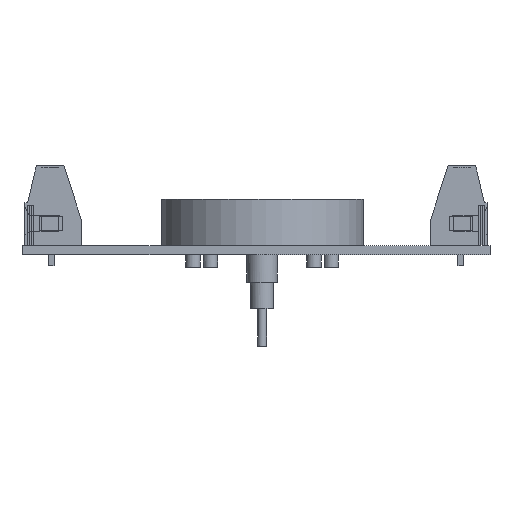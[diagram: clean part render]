
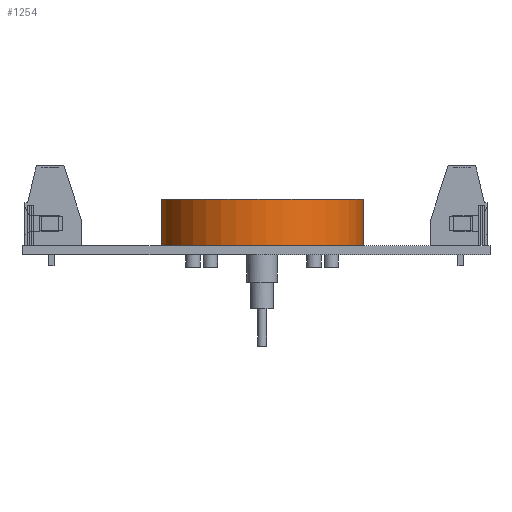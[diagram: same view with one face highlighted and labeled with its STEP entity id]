
A CAD part, front view. The second image highlights one B-rep face of the part: STEP entity #1254.
In plain terms, the highlighted free-form (B-spline) face has degree [2, 1] with [5, 2] control points.
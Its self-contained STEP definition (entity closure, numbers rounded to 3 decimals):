
#214 = B_SPLINE_SURFACE_WITH_KNOTS('',1,1,(
    (#215,#216)
    ,(#217,#218
    )),.UNSPECIFIED.,.F.,.F.,.F.,(2,2),(2,2),(-32.018,
    32.018),(-17.528,17.528),
  .PIECEWISE_BEZIER_KNOTS.);
#215 = CARTESIAN_POINT('',(-0.029,-0.028,0.));
#216 = CARTESIAN_POINT('',(-0.029,35.028,0.));
#217 = CARTESIAN_POINT('',(64.007,-0.028,0.));
#218 = CARTESIAN_POINT('',(64.007,35.028,0.));
#993 = VERTEX_POINT('',#994);
#994 = CARTESIAN_POINT('',(17.439,35.028,0.));
#1002 = B_SPLINE_SURFACE_WITH_KNOTS('',1,1,(
    (#1003,#1004)
    ,(#1005,#1006
    )),.UNSPECIFIED.,.F.,.F.,.F.,(2,2),(2,2),(0.,
    29.074),(0.,8.),.PIECEWISE_BEZIER_KNOTS.);
#1003 = CARTESIAN_POINT('',(46.513,35.007,0.));
#1004 = CARTESIAN_POINT('',(46.513,35.007,8.));
#1005 = CARTESIAN_POINT('',(17.439,35.028,0.));
#1006 = CARTESIAN_POINT('',(17.439,35.028,8.));
#1019 = EDGE_CURVE('',#993,#1020,#1022,.T.);
#1020 = VERTEX_POINT('',#1021);
#1021 = CARTESIAN_POINT('',(17.439,35.028,8.));
#1022 = SURFACE_CURVE('',#1023,(#1026,#1032),.PCURVE_S1.);
#1023 = B_SPLINE_CURVE_WITH_KNOTS('',1,(#1024,#1025),.UNSPECIFIED.,.F.,
  .F.,(2,2),(0.,8.),.PIECEWISE_BEZIER_KNOTS.);
#1024 = CARTESIAN_POINT('',(17.439,35.028,0.));
#1025 = CARTESIAN_POINT('',(17.439,35.028,8.));
#1026 = PCURVE('',#1002,#1027);
#1027 = DEFINITIONAL_REPRESENTATION('',(#1028),#1031);
#1028 = B_SPLINE_CURVE_WITH_KNOTS('',1,(#1029,#1030),.UNSPECIFIED.,.F.,
  .F.,(2,2),(0.,8.),.PIECEWISE_BEZIER_KNOTS.);
#1029 = CARTESIAN_POINT('',(29.074,0.));
#1030 = CARTESIAN_POINT('',(29.074,8.));
#1031 = ( GEOMETRIC_REPRESENTATION_CONTEXT(2) 
PARAMETRIC_REPRESENTATION_CONTEXT() REPRESENTATION_CONTEXT('2D SPACE',''
  ) );
#1032 = PCURVE('',#1033,#1044);
#1033 = ( BOUNDED_SURFACE() B_SPLINE_SURFACE(2,1,(
    (#1034,#1035)
    ,(#1036,#1037)
    ,(#1038,#1039)
    ,(#1040,#1041)
    ,(#1042,#1043
)),.UNSPECIFIED.,.F.,.F.,.F.) B_SPLINE_SURFACE_WITH_KNOTS((3,2,3),(2,2),
  (4.716,6.283,7.851),(0.,8.),
.PIECEWISE_BEZIER_KNOTS.) GEOMETRIC_REPRESENTATION_ITEM() 
RATIONAL_B_SPLINE_SURFACE((
    (1.,1.)
    ,(0.708,0.708)
    ,(1.,1.)
    ,(0.708,0.708)
,(1.,1.))) REPRESENTATION_ITEM('') SURFACE() );
#1034 = CARTESIAN_POINT('',(17.439,35.028,0.));
#1035 = CARTESIAN_POINT('',(17.439,35.028,8.));
#1036 = CARTESIAN_POINT('',(-0.029,34.968,0.));
#1037 = CARTESIAN_POINT('',(-0.029,34.968,8.));
#1038 = CARTESIAN_POINT('',(-0.029,17.5,0.));
#1039 = CARTESIAN_POINT('',(-0.029,17.5,8.));
#1040 = CARTESIAN_POINT('',(-0.029,0.032,0.));
#1041 = CARTESIAN_POINT('',(-0.029,0.032,8.));
#1042 = CARTESIAN_POINT('',(17.439,-0.028,0.));
#1043 = CARTESIAN_POINT('',(17.439,-0.028,8.));
#1044 = DEFINITIONAL_REPRESENTATION('',(#1045),#1049);
#1045 = B_SPLINE_CURVE_WITH_KNOTS('',2,(#1046,#1047,#1048),
  .UNSPECIFIED.,.F.,.F.,(3,3),(0.,8.),.PIECEWISE_BEZIER_KNOTS.);
#1046 = CARTESIAN_POINT('',(4.716,0.));
#1047 = CARTESIAN_POINT('',(4.716,4.));
#1048 = CARTESIAN_POINT('',(4.716,8.));
#1049 = ( GEOMETRIC_REPRESENTATION_CONTEXT(2) 
PARAMETRIC_REPRESENTATION_CONTEXT() REPRESENTATION_CONTEXT('2D SPACE',''
  ) );
#1065 = B_SPLINE_SURFACE_WITH_KNOTS('',1,1,(
    (#1066,#1067)
    ,(#1068,#1069
    )),.UNSPECIFIED.,.F.,.F.,.F.,(2,2),(2,2),(-32.018,
    32.018),(-17.528,17.528),
  .PIECEWISE_BEZIER_KNOTS.);
#1066 = CARTESIAN_POINT('',(-0.029,-0.028,8.));
#1067 = CARTESIAN_POINT('',(-0.029,35.028,8.));
#1068 = CARTESIAN_POINT('',(64.007,-0.028,8.));
#1069 = CARTESIAN_POINT('',(64.007,35.028,8.));
#1181 = B_SPLINE_SURFACE_WITH_KNOTS('',1,1,(
    (#1182,#1183)
    ,(#1184,#1185
    )),.UNSPECIFIED.,.F.,.F.,.F.,(2,2),(2,2),(0.,
    29.074),(0.,8.),.PIECEWISE_BEZIER_KNOTS.);
#1182 = CARTESIAN_POINT('',(17.439,-0.028,0.));
#1183 = CARTESIAN_POINT('',(17.439,-0.028,8.));
#1184 = CARTESIAN_POINT('',(46.513,-0.007,0.));
#1185 = CARTESIAN_POINT('',(46.513,-0.007,8.));
#1196 = VERTEX_POINT('',#1197);
#1197 = CARTESIAN_POINT('',(17.439,-0.028,0.));
#1217 = VERTEX_POINT('',#1218);
#1218 = CARTESIAN_POINT('',(17.439,-0.028,8.));
#1236 = EDGE_CURVE('',#1196,#1217,#1237,.T.);
#1237 = SURFACE_CURVE('',#1238,(#1241,#1247),.PCURVE_S1.);
#1238 = B_SPLINE_CURVE_WITH_KNOTS('',1,(#1239,#1240),.UNSPECIFIED.,.F.,
  .F.,(2,2),(0.,8.),.PIECEWISE_BEZIER_KNOTS.);
#1239 = CARTESIAN_POINT('',(17.439,-0.028,0.));
#1240 = CARTESIAN_POINT('',(17.439,-0.028,8.));
#1241 = PCURVE('',#1181,#1242);
#1242 = DEFINITIONAL_REPRESENTATION('',(#1243),#1246);
#1243 = B_SPLINE_CURVE_WITH_KNOTS('',1,(#1244,#1245),.UNSPECIFIED.,.F.,
  .F.,(2,2),(0.,8.),.PIECEWISE_BEZIER_KNOTS.);
#1244 = CARTESIAN_POINT('',(0.,0.));
#1245 = CARTESIAN_POINT('',(0.,8.));
#1246 = ( GEOMETRIC_REPRESENTATION_CONTEXT(2) 
PARAMETRIC_REPRESENTATION_CONTEXT() REPRESENTATION_CONTEXT('2D SPACE',''
  ) );
#1247 = PCURVE('',#1033,#1248);
#1248 = DEFINITIONAL_REPRESENTATION('',(#1249),#1253);
#1249 = B_SPLINE_CURVE_WITH_KNOTS('',2,(#1250,#1251,#1252),
  .UNSPECIFIED.,.F.,.F.,(3,3),(0.,8.),.PIECEWISE_BEZIER_KNOTS.);
#1250 = CARTESIAN_POINT('',(7.851,0.));
#1251 = CARTESIAN_POINT('',(7.851,4.));
#1252 = CARTESIAN_POINT('',(7.851,8.));
#1253 = ( GEOMETRIC_REPRESENTATION_CONTEXT(2) 
PARAMETRIC_REPRESENTATION_CONTEXT() REPRESENTATION_CONTEXT('2D SPACE',''
  ) );
#1254 = ADVANCED_FACE('',(#1255),#1033,.T.);
#1255 = FACE_BOUND('',#1256,.T.);
#1256 = EDGE_LOOP('',(#1257,#1284,#1285,#1312));
#1257 = ORIENTED_EDGE('',*,*,#1258,.T.);
#1258 = EDGE_CURVE('',#993,#1196,#1259,.T.);
#1259 = SURFACE_CURVE('',#1260,(#1266,#1275),.PCURVE_S1.);
#1260 = ( BOUNDED_CURVE() B_SPLINE_CURVE(2,(#1261,#1262,#1263,#1264,
#1265),.UNSPECIFIED.,.F.,.F.) B_SPLINE_CURVE_WITH_KNOTS((3,2,3),(
    0.008,1.576,3.143),
.PIECEWISE_BEZIER_KNOTS.) CURVE() GEOMETRIC_REPRESENTATION_ITEM() 
RATIONAL_B_SPLINE_CURVE((1.,0.708,1.,0.708,1.)) 
REPRESENTATION_ITEM('') );
#1261 = CARTESIAN_POINT('',(17.439,35.028,0.));
#1262 = CARTESIAN_POINT('',(-0.029,34.968,0.));
#1263 = CARTESIAN_POINT('',(-0.029,17.5,0.));
#1264 = CARTESIAN_POINT('',(-0.029,0.032,0.));
#1265 = CARTESIAN_POINT('',(17.439,-0.028,0.));
#1266 = PCURVE('',#1033,#1267);
#1267 = DEFINITIONAL_REPRESENTATION('',(#1268),#1274);
#1268 = B_SPLINE_CURVE_WITH_KNOTS('',2,(#1269,#1270,#1271,#1272,#1273),
  .UNSPECIFIED.,.F.,.F.,(3,2,3),(0.008,1.576,
    3.143),.PIECEWISE_BEZIER_KNOTS.);
#1269 = CARTESIAN_POINT('',(4.716,0.));
#1270 = CARTESIAN_POINT('',(5.5,0.));
#1271 = CARTESIAN_POINT('',(6.283,0.));
#1272 = CARTESIAN_POINT('',(7.067,0.));
#1273 = CARTESIAN_POINT('',(7.851,0.));
#1274 = ( GEOMETRIC_REPRESENTATION_CONTEXT(2) 
PARAMETRIC_REPRESENTATION_CONTEXT() REPRESENTATION_CONTEXT('2D SPACE',''
  ) );
#1275 = PCURVE('',#214,#1276);
#1276 = DEFINITIONAL_REPRESENTATION('',(#1277),#1283);
#1277 = ( BOUNDED_CURVE() B_SPLINE_CURVE(2,(#1278,#1279,#1280,#1281,
#1282),.UNSPECIFIED.,.F.,.F.) B_SPLINE_CURVE_WITH_KNOTS((3,2,3),(
    0.008,1.576,3.143),
.PIECEWISE_BEZIER_KNOTS.) CURVE() GEOMETRIC_REPRESENTATION_ITEM() 
RATIONAL_B_SPLINE_CURVE((1.,0.708,1.,0.708,1.)) 
REPRESENTATION_ITEM('') );
#1278 = CARTESIAN_POINT('',(-14.55,17.528));
#1279 = CARTESIAN_POINT('',(-32.018,17.468));
#1280 = CARTESIAN_POINT('',(-32.018,0.));
#1281 = CARTESIAN_POINT('',(-32.018,-17.468));
#1282 = CARTESIAN_POINT('',(-14.55,-17.528));
#1283 = ( GEOMETRIC_REPRESENTATION_CONTEXT(2) 
PARAMETRIC_REPRESENTATION_CONTEXT() REPRESENTATION_CONTEXT('2D SPACE',''
  ) );
#1284 = ORIENTED_EDGE('',*,*,#1236,.T.);
#1285 = ORIENTED_EDGE('',*,*,#1286,.F.);
#1286 = EDGE_CURVE('',#1020,#1217,#1287,.T.);
#1287 = SURFACE_CURVE('',#1288,(#1294,#1303),.PCURVE_S1.);
#1288 = ( BOUNDED_CURVE() B_SPLINE_CURVE(2,(#1289,#1290,#1291,#1292,
#1293),.UNSPECIFIED.,.F.,.F.) B_SPLINE_CURVE_WITH_KNOTS((3,2,3),(
    0.008,1.576,3.143),
.PIECEWISE_BEZIER_KNOTS.) CURVE() GEOMETRIC_REPRESENTATION_ITEM() 
RATIONAL_B_SPLINE_CURVE((1.,0.708,1.,0.708,1.)) 
REPRESENTATION_ITEM('') );
#1289 = CARTESIAN_POINT('',(17.439,35.028,8.));
#1290 = CARTESIAN_POINT('',(-0.029,34.968,8.));
#1291 = CARTESIAN_POINT('',(-0.029,17.5,8.));
#1292 = CARTESIAN_POINT('',(-0.029,0.032,8.));
#1293 = CARTESIAN_POINT('',(17.439,-0.028,8.));
#1294 = PCURVE('',#1033,#1295);
#1295 = DEFINITIONAL_REPRESENTATION('',(#1296),#1302);
#1296 = B_SPLINE_CURVE_WITH_KNOTS('',2,(#1297,#1298,#1299,#1300,#1301),
  .UNSPECIFIED.,.F.,.F.,(3,2,3),(0.008,1.576,
    3.143),.PIECEWISE_BEZIER_KNOTS.);
#1297 = CARTESIAN_POINT('',(4.716,8.));
#1298 = CARTESIAN_POINT('',(5.5,8.));
#1299 = CARTESIAN_POINT('',(6.283,8.));
#1300 = CARTESIAN_POINT('',(7.067,8.));
#1301 = CARTESIAN_POINT('',(7.851,8.));
#1302 = ( GEOMETRIC_REPRESENTATION_CONTEXT(2) 
PARAMETRIC_REPRESENTATION_CONTEXT() REPRESENTATION_CONTEXT('2D SPACE',''
  ) );
#1303 = PCURVE('',#1065,#1304);
#1304 = DEFINITIONAL_REPRESENTATION('',(#1305),#1311);
#1305 = ( BOUNDED_CURVE() B_SPLINE_CURVE(2,(#1306,#1307,#1308,#1309,
#1310),.UNSPECIFIED.,.F.,.F.) B_SPLINE_CURVE_WITH_KNOTS((3,2,3),(
    0.008,1.576,3.143),
.PIECEWISE_BEZIER_KNOTS.) CURVE() GEOMETRIC_REPRESENTATION_ITEM() 
RATIONAL_B_SPLINE_CURVE((1.,0.708,1.,0.708,1.)) 
REPRESENTATION_ITEM('') );
#1306 = CARTESIAN_POINT('',(-14.55,17.528));
#1307 = CARTESIAN_POINT('',(-32.018,17.468));
#1308 = CARTESIAN_POINT('',(-32.018,0.));
#1309 = CARTESIAN_POINT('',(-32.018,-17.468));
#1310 = CARTESIAN_POINT('',(-14.55,-17.528));
#1311 = ( GEOMETRIC_REPRESENTATION_CONTEXT(2) 
PARAMETRIC_REPRESENTATION_CONTEXT() REPRESENTATION_CONTEXT('2D SPACE',''
  ) );
#1312 = ORIENTED_EDGE('',*,*,#1019,.F.);
